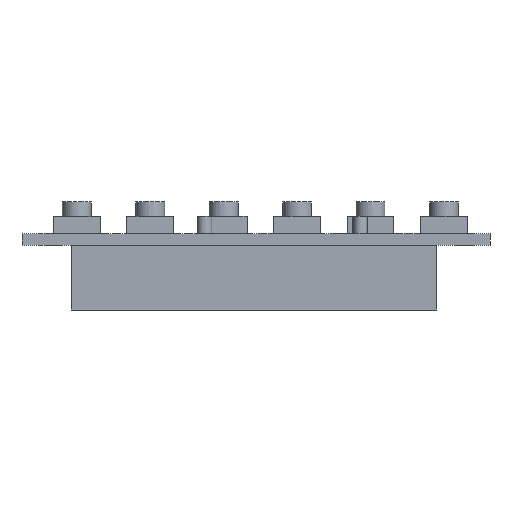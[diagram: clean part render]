
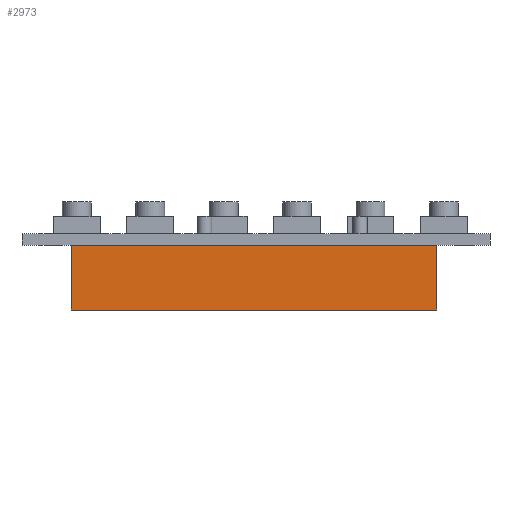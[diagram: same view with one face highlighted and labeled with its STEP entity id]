
A CAD part, front view. The second image highlights one B-rep face of the part: STEP entity #2973.
In plain terms, the highlighted planar face has unit normal (0, -1, 0).
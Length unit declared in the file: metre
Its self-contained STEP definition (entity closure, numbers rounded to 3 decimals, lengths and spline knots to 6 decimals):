
#282=LINE('',#5076,#474);
#318=LINE('',#5299,#510);
#319=LINE('',#5301,#511);
#320=LINE('',#5303,#512);
#474=VECTOR('',#4191,1.);
#510=VECTOR('',#4477,1.);
#511=VECTOR('',#4478,1.);
#512=VECTOR('',#4479,1.);
#990=ORIENTED_EDGE('',*,*,#1508,.F.);
#991=ORIENTED_EDGE('',*,*,#1598,.F.);
#992=ORIENTED_EDGE('',*,*,#1599,.T.);
#993=ORIENTED_EDGE('',*,*,#1600,.T.);
#1508=EDGE_CURVE('',#1852,#1853,#282,.T.);
#1598=EDGE_CURVE('',#1914,#1852,#318,.T.);
#1599=EDGE_CURVE('',#1914,#1915,#319,.T.);
#1600=EDGE_CURVE('',#1915,#1853,#320,.T.);
#1852=VERTEX_POINT('',#5077);
#1853=VERTEX_POINT('',#5078);
#1914=VERTEX_POINT('',#5300);
#1915=VERTEX_POINT('',#5302);
#2375=EDGE_LOOP('',(#990,#991,#992,#993));
#2727=FACE_BOUND('',#2375,.T.);
#2844=PLANE('',#3778);
#2973=ADVANCED_FACE('',(#2727),#2844,.T.);
#3778=AXIS2_PLACEMENT_3D('',#5298,#4475,#4476);
#4191=DIRECTION('',(1.,0.,0.));
#4475=DIRECTION('',(0.,-1.,0.));
#4476=DIRECTION('',(0.,0.,-1.));
#4477=DIRECTION('',(0.,0.,1.));
#4478=DIRECTION('',(1.,0.,0.));
#4479=DIRECTION('',(0.,0.,1.));
#5076=CARTESIAN_POINT('',(0.03224,0.023046,0.));
#5077=CARTESIAN_POINT('',(0.006884,0.023046,0.));
#5078=CARTESIAN_POINT('',(0.057596,0.023046,0.));
#5298=CARTESIAN_POINT('',(0.03224,0.023046,-0.009));
#5299=CARTESIAN_POINT('',(0.006884,0.023046,-0.009));
#5300=CARTESIAN_POINT('',(0.006884,0.023046,-0.009));
#5301=CARTESIAN_POINT('',(0.03224,0.023046,-0.009));
#5302=CARTESIAN_POINT('',(0.057596,0.023046,-0.009));
#5303=CARTESIAN_POINT('',(0.057596,0.023046,-0.009));
